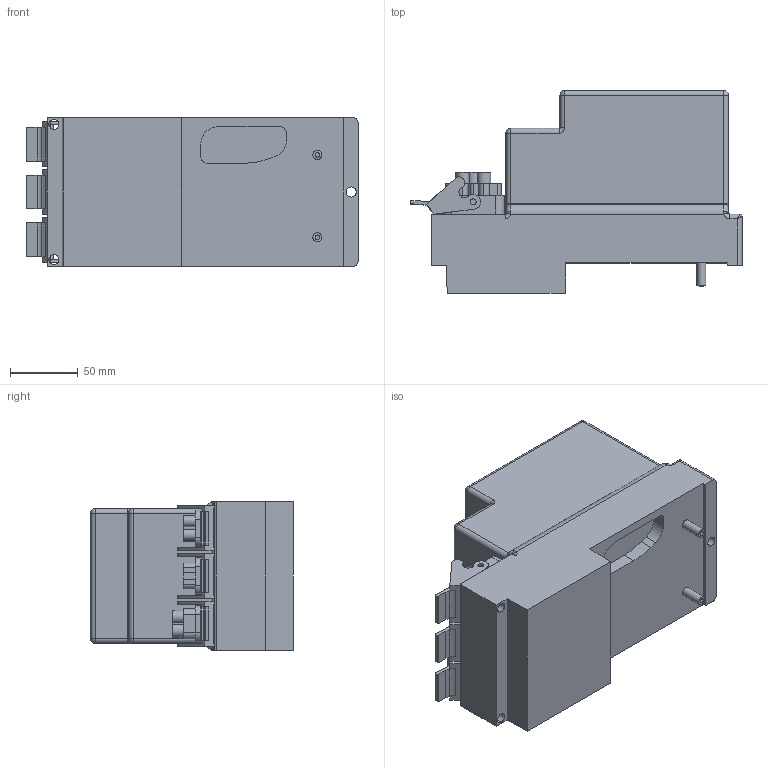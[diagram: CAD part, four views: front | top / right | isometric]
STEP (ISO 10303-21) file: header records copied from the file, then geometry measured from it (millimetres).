
FILE_DESCRIPTION (( 'STEP AP214' ), '1' );
FILE_NAME ('3RK13045KS404AA0_mb.STEP', '2006-08-16T11:22:37', ( 'Günter Reindl' ), ( 'Siemens and Partners' ), 'SwSTEP 2.0', 'SolidWorks 2006104', '' );
FILE_SCHEMA (( 'AUTOMOTIVE_DESIGN' ));
Length unit declared in the file: centimetre
Products named in the file (1): 3RK13045KS404AA0_mb
Bounding box: 245.67 x 150 x 110 mm (x, y, z)
Volume: 2584035.5 mm3; surface area: 161635.9 mm2
Topology: 4 solids, 4 shells, 631 faces, 1627 edges, 1062 vertices
Faces by surface type: plane 317, cylinder 195, bspline 99, torus 14, sphere 6
Entity records: 33725 total; most frequent: CARTESIAN_POINT 13947, ORIENTED_EDGE 3238, DIRECTION 2906, EDGE_CURVE 1619, VERTEX_POINT 1062, VECTOR 992, LINE 992, AXIS2_PLACEMENT_3D 957
